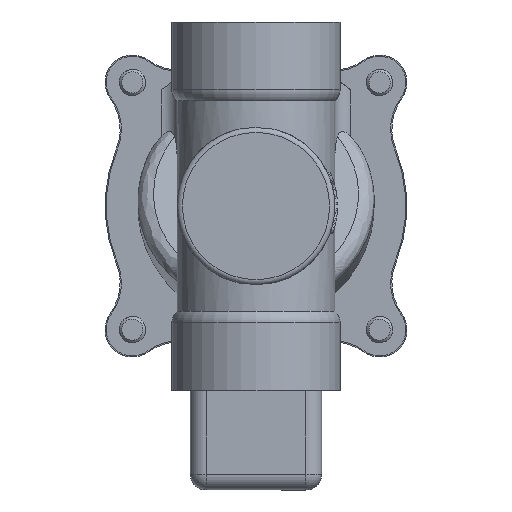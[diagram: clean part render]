
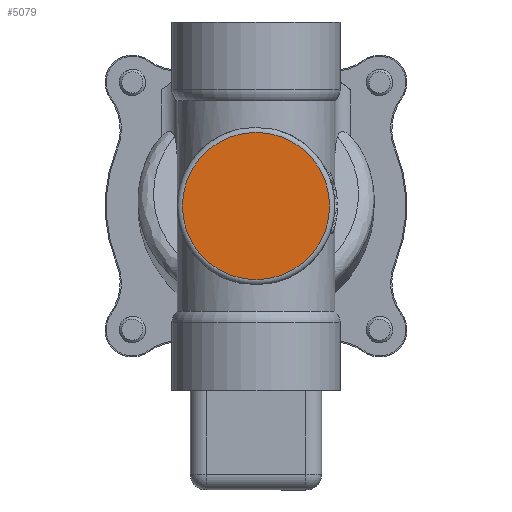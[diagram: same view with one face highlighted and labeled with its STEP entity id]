
A CAD part, front view. The second image highlights one B-rep face of the part: STEP entity #5079.
In plain terms, the highlighted planar face has unit normal (0, -1, 0).
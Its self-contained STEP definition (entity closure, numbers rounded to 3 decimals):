
#188=PLANE('',#5614);
#449=CIRCLE('',#5608,14.);
#704=FACE_OUTER_BOUND('',#1016,.T.);
#1016=EDGE_LOOP('',(#3924));
#2231=VERTEX_POINT('',#8926);
#2837=EDGE_CURVE('',#2231,#2231,#449,.T.);
#3924=ORIENTED_EDGE('',*,*,#2837,.F.);
#5079=ADVANCED_FACE('',(#704),#188,.F.);
#5608=AXIS2_PLACEMENT_3D('',#8927,#6699,#6700);
#5614=AXIS2_PLACEMENT_3D('',#8963,#6711,#6712);
#6699=DIRECTION('center_axis',(0.,1.,0.));
#6700=DIRECTION('ref_axis',(-1.,0.,0.));
#6711=DIRECTION('center_axis',(0.,1.,0.));
#6712=DIRECTION('ref_axis',(0.,0.,1.));
#8926=CARTESIAN_POINT('',(0.,-15.5,49.));
#8927=CARTESIAN_POINT('Origin',(0.,-15.5,35.));
#8963=CARTESIAN_POINT('Origin',(0.,-15.5,35.));
